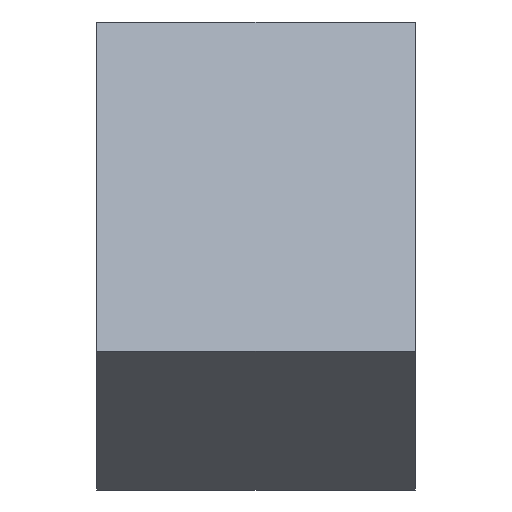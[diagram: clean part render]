
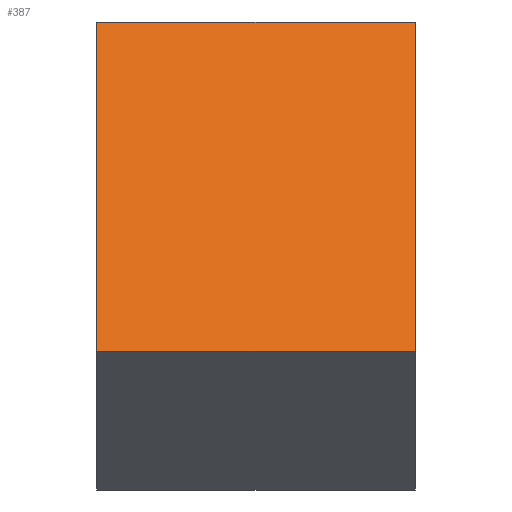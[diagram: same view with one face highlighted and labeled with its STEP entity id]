
A CAD part, top view. The second image highlights one B-rep face of the part: STEP entity #387.
In plain terms, the highlighted planar face has unit normal (0, 0.372, 0.928).
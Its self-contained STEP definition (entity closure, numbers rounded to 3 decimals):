
#22=PLANE('',#432);
#42=FACE_OUTER_BOUND('',#62,.T.);
#62=EDGE_LOOP('',(#309,#310,#311,#312));
#84=LINE('',#570,#136);
#102=LINE('',#607,#154);
#103=LINE('',#609,#155);
#104=LINE('',#610,#156);
#136=VECTOR('',#464,10.);
#154=VECTOR('',#496,10.);
#155=VECTOR('',#497,10.);
#156=VECTOR('',#498,10.);
#191=VERTEX_POINT('',#567);
#192=VERTEX_POINT('',#569);
#204=VERTEX_POINT('',#606);
#205=VERTEX_POINT('',#608);
#228=EDGE_CURVE('',#191,#192,#84,.T.);
#246=EDGE_CURVE('',#204,#191,#102,.T.);
#247=EDGE_CURVE('',#205,#204,#103,.T.);
#248=EDGE_CURVE('',#192,#205,#104,.T.);
#309=ORIENTED_EDGE('',*,*,#246,.F.);
#310=ORIENTED_EDGE('',*,*,#247,.F.);
#311=ORIENTED_EDGE('',*,*,#248,.F.);
#312=ORIENTED_EDGE('',*,*,#228,.F.);
#387=ADVANCED_FACE('',(#42),#22,.T.);
#432=AXIS2_PLACEMENT_3D('',#605,#494,#495);
#464=DIRECTION('',(0.,-0.928,0.372));
#494=DIRECTION('center_axis',(0.,0.372,0.928));
#495=DIRECTION('ref_axis',(0.,0.928,-0.372));
#496=DIRECTION('',(1.,0.,0.));
#497=DIRECTION('',(0.,0.928,-0.372));
#498=DIRECTION('',(-1.,0.,0.));
#567=CARTESIAN_POINT('',(3.7,4.,10.));
#569=CARTESIAN_POINT('',(3.7,-3.66,13.071));
#570=CARTESIAN_POINT('',(3.7,-3.66,13.071));
#605=CARTESIAN_POINT('Origin',(-3.,-3.66,13.071));
#606=CARTESIAN_POINT('',(-3.7,4.,10.));
#607=CARTESIAN_POINT('',(-3.,4.,10.));
#608=CARTESIAN_POINT('',(-3.7,-3.66,13.071));
#609=CARTESIAN_POINT('',(-3.7,-3.66,13.071));
#610=CARTESIAN_POINT('',(-3.,-3.66,13.071));
